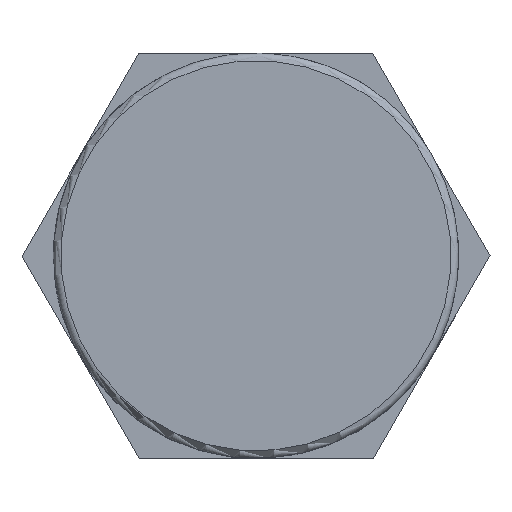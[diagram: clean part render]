
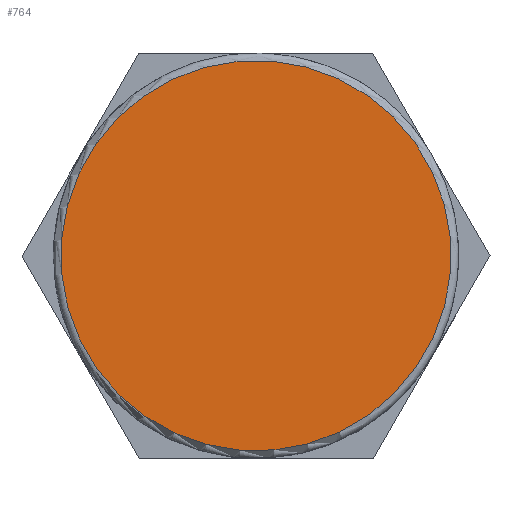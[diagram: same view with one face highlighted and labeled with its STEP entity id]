
A CAD part, top view. The second image highlights one B-rep face of the part: STEP entity #764.
In plain terms, the highlighted face is planar.
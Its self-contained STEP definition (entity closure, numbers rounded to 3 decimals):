
#135=PLANE('',#869);
#204=CIRCLE('',#857,13.);
#259=FACE_OUTER_BOUND('',#328,.T.);
#328=EDGE_LOOP('',(#635));
#398=VERTEX_POINT('',#3299);
#473=EDGE_CURVE('',#398,#398,#204,.T.);
#635=ORIENTED_EDGE('',*,*,#473,.T.);
#764=ADVANCED_FACE('',(#259),#135,.F.);
#857=AXIS2_PLACEMENT_3D('',#3300,#1031,#1032);
#869=AXIS2_PLACEMENT_3D('',#3337,#1067,#1068);
#1031=DIRECTION('center_axis',(0.,0.,-1.));
#1032=DIRECTION('ref_axis',(1.,0.,0.));
#1067=DIRECTION('center_axis',(0.,0.,1.));
#1068=DIRECTION('ref_axis',(1.,0.,0.));
#3299=CARTESIAN_POINT('',(13.,0.,0.));
#3300=CARTESIAN_POINT('Origin',(0.,0.,0.));
#3337=CARTESIAN_POINT('Origin',(0.,0.,0.));
